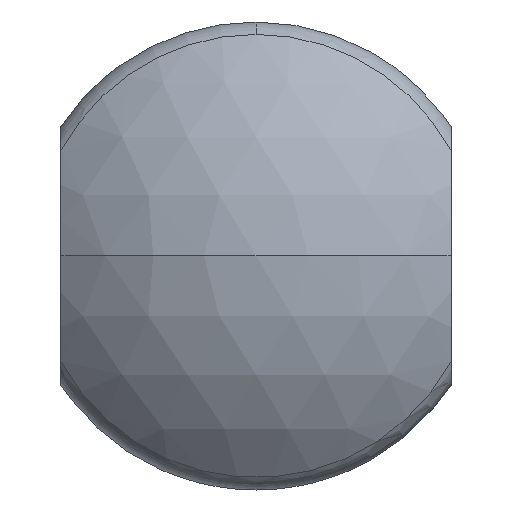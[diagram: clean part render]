
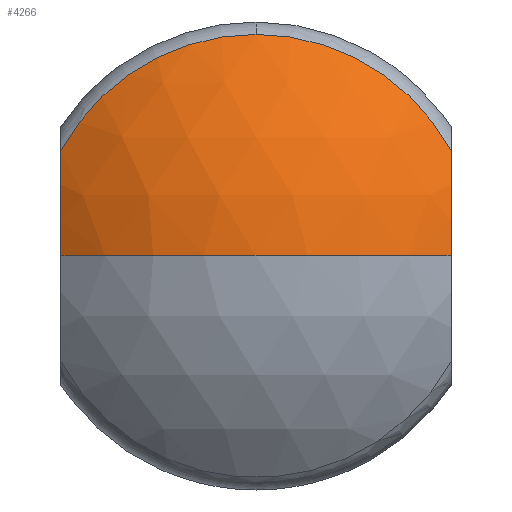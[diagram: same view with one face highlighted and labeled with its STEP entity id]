
A CAD part, front view. The second image highlights one B-rep face of the part: STEP entity #4266.
In plain terms, the highlighted spherical face has radius 25 mm.
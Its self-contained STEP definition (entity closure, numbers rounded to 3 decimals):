
#202 = AXIS2_PLACEMENT_3D ( 'NONE', #1559, #231, #3945 ) ;
#231 = DIRECTION ( 'NONE',  ( 0., 0., -1. ) ) ;
#241 = VERTEX_POINT ( 'NONE', #3509 ) ;
#262 = CARTESIAN_POINT ( 'NONE',  ( 0., -85., 0. ) ) ;
#340 = VERTEX_POINT ( 'NONE', #3211 ) ;
#343 = AXIS2_PLACEMENT_3D ( 'NONE', #3950, #2888, #2901 ) ;
#515 = ORIENTED_EDGE ( 'NONE', *, *, #1983, .F. ) ;
#549 = CARTESIAN_POINT ( 'NONE',  ( -15., -85., 0. ) ) ;
#643 = DIRECTION ( 'NONE',  ( 0., 0., 1. ) ) ;
#712 = ORIENTED_EDGE ( 'NONE', *, *, #895, .F. ) ;
#769 = DIRECTION ( 'NONE',  ( 1., 0., 0. ) ) ;
#895 = EDGE_CURVE ( 'NONE', #2722, #241, #1254, .T. ) ;
#1077 = AXIS2_PLACEMENT_3D ( 'NONE', #3898, #1291, #4268 ) ;
#1140 = DIRECTION ( 'NONE',  ( 0., 0., 1. ) ) ;
#1221 = DIRECTION ( 'NONE',  ( -1., 0., 0. ) ) ;
#1254 = CIRCLE ( 'NONE', #202, 25. ) ;
#1263 = DIRECTION ( 'NONE',  ( 1., 0., 0. ) ) ;
#1291 = DIRECTION ( 'NONE',  ( 0., -1., 0. ) ) ;
#1299 = CIRCLE ( 'NONE', #1077, 17.045 ) ;
#1326 = DIRECTION ( 'NONE',  ( 0., 0., 1. ) ) ;
#1375 = ORIENTED_EDGE ( 'NONE', *, *, #4234, .T. ) ;
#1377 = AXIS2_PLACEMENT_3D ( 'NONE', #549, #1221, #1513 ) ;
#1381 = CARTESIAN_POINT ( 'NONE',  ( -15., -105., 0. ) ) ;
#1513 = DIRECTION ( 'NONE',  ( 0., 0., -1. ) ) ;
#1559 = CARTESIAN_POINT ( 'NONE',  ( 0., -85., 0. ) ) ;
#1602 = CIRCLE ( 'NONE', #3291, 17.045 ) ;
#1683 = CARTESIAN_POINT ( 'NONE',  ( 0., -103.288, 0. ) ) ;
#1741 = AXIS2_PLACEMENT_3D ( 'NONE', #262, #643, #1263 ) ;
#1802 = VERTEX_POINT ( 'NONE', #1381 ) ;
#1983 = EDGE_CURVE ( 'Defeature ausgef�hrt2_20+Defeature ausgef�hrt2_15+Defeature ausgef�hrt2_18+Defeature ausgef�hrt2_14', #4259, #2722, #2844, .T. ) ;
#2149 = AXIS2_PLACEMENT_3D ( 'NONE', #2773, #1140, #769 ) ;
#2308 = DIRECTION ( 'NONE',  ( 0., -1., 0. ) ) ;
#2335 = CIRCLE ( 'NONE', #1377, 20. ) ;
#2465 = CARTESIAN_POINT ( 'NONE',  ( 0., -103.288, 17.045 ) ) ;
#2644 = EDGE_CURVE ( 'NONE', #1802, #241, #3401, .T. ) ;
#2720 = VERTEX_POINT ( 'NONE', #2465 ) ;
#2722 = VERTEX_POINT ( 'NONE', #3771 ) ;
#2773 = CARTESIAN_POINT ( 'NONE',  ( 0., -85., 0. ) ) ;
#2844 = CIRCLE ( 'NONE', #343, 20. ) ;
#2888 = DIRECTION ( 'NONE',  ( 1., 0., 0. ) ) ;
#2901 = DIRECTION ( 'NONE',  ( 0., 0., 1. ) ) ;
#3211 = CARTESIAN_POINT ( 'NONE',  ( -15., -103.288, 8.096 ) ) ;
#3252 = ORIENTED_EDGE ( 'NONE', *, *, #3902, .T. ) ;
#3291 = AXIS2_PLACEMENT_3D ( 'NONE', #1683, #2308, #1326 ) ;
#3326 = EDGE_LOOP ( 'NONE', ( #3501, #3843, #712, #515, #1375, #3252 ) ) ;
#3401 = CIRCLE ( 'NONE', #2149, 25. ) ;
#3501 = ORIENTED_EDGE ( 'NONE', *, *, #3814, .F. ) ;
#3509 = CARTESIAN_POINT ( 'NONE',  ( 0., -110., 0. ) ) ;
#3649 = FACE_OUTER_BOUND ( 'NONE', #3326, .T. ) ;
#3757 = SPHERICAL_SURFACE ( 'NONE', #1741, 25. ) ;
#3771 = CARTESIAN_POINT ( 'NONE',  ( 15., -105., 0. ) ) ;
#3814 = EDGE_CURVE ( 'Defeature ausgef�hrt2_19+Defeature ausgef�hrt2_15+Defeature ausgef�hrt2_14+Defeature ausgef�hrt2_18', #1802, #340, #2335, .T. ) ;
#3843 = ORIENTED_EDGE ( 'NONE', *, *, #2644, .T. ) ;
#3898 = CARTESIAN_POINT ( 'NONE',  ( 0., -103.288, 0. ) ) ;
#3902 = EDGE_CURVE ( 'Defeature ausgef�hrt2_15+Defeature ausgef�hrt2_18+Defeature ausgef�hrt2_20+Defeature ausgef�hrt2_19', #2720, #340, #1602, .T. ) ;
#3945 = DIRECTION ( 'NONE',  ( 0., 1., 0. ) ) ;
#3950 = CARTESIAN_POINT ( 'NONE',  ( 15., -85., 0. ) ) ;
#4234 = EDGE_CURVE ( 'Defeature ausgef�hrt2_15+Defeature ausgef�hrt2_18+Defeature ausgef�hrt2_20+Defeature ausgef�hrt2_19', #4259, #2720, #1299, .T. ) ;
#4259 = VERTEX_POINT ( 'NONE', #4316 ) ;
#4266 = ADVANCED_FACE ( 'Defeature ausgef�hrt2_15', ( #3649 ), #3757, .T. ) ;
#4268 = DIRECTION ( 'NONE',  ( 0., 0., 1. ) ) ;
#4316 = CARTESIAN_POINT ( 'NONE',  ( 15., -103.288, 8.096 ) ) ;
